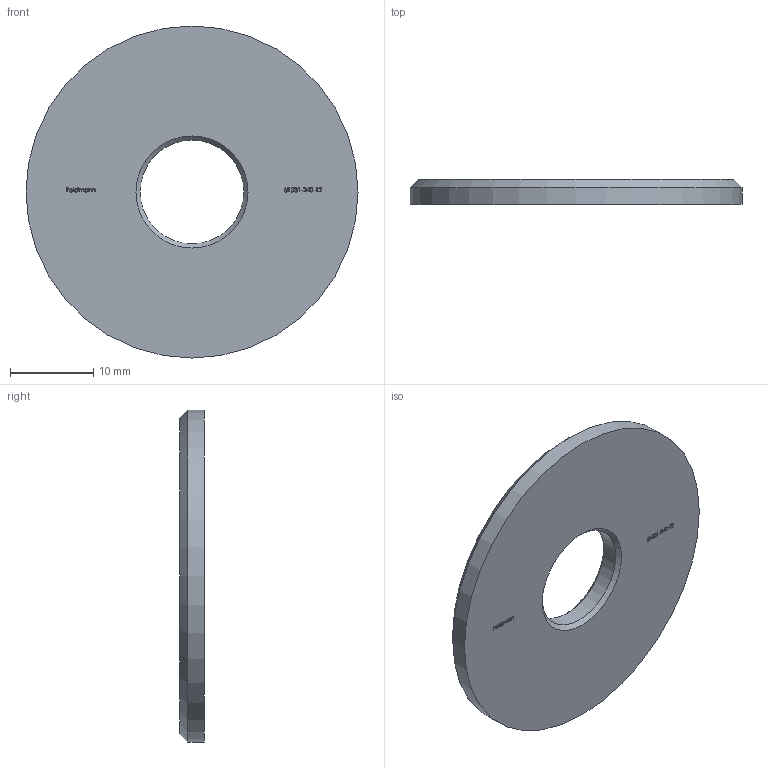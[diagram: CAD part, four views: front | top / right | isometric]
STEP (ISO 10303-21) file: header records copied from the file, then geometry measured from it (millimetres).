
FILE_DESCRIPTION (( 'STEP AP203' ), '1' );
FILE_NAME ('51331-240-12.STEP', '2023-12-18T08:06:50', ( '' ), ( '' ), 'SwSTEP 2.0', 'SolidWorks 2018', '' );
FILE_SCHEMA (( 'CONFIG_CONTROL_DESIGN' ));
Length unit declared in the file: millimetre
Products named in the file (1): 51331-240-12
Bounding box: 40 x 3 x 40 mm (x, y, z)
Volume: 3329.8 mm3; surface area: 2669.5 mm2
Topology: 1 solids, 1 shells, 254 faces, 678 edges, 451 vertices
Faces by surface type: plane 144, bspline 105, cone 3, cylinder 2
Full cylindrical faces by diameter (mm): 12.5 x1, 40 x1
Entity records: 13403 total; most frequent: CARTESIAN_POINT 7716, ORIENTED_EDGE 1346, DIRECTION 770, EDGE_CURVE 673, LINE 456, VECTOR 456, VERTEX_POINT 451, EDGE_LOOP 286
